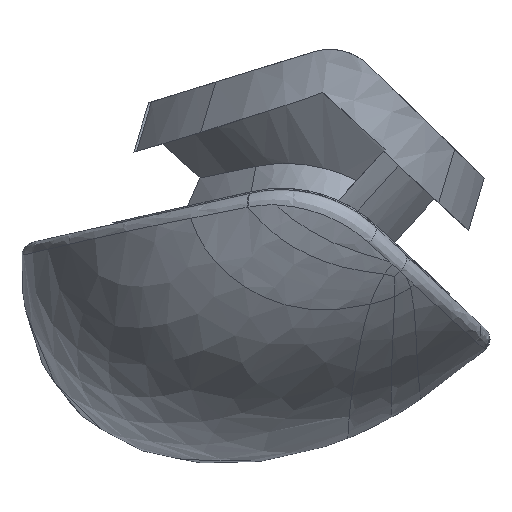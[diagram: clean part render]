
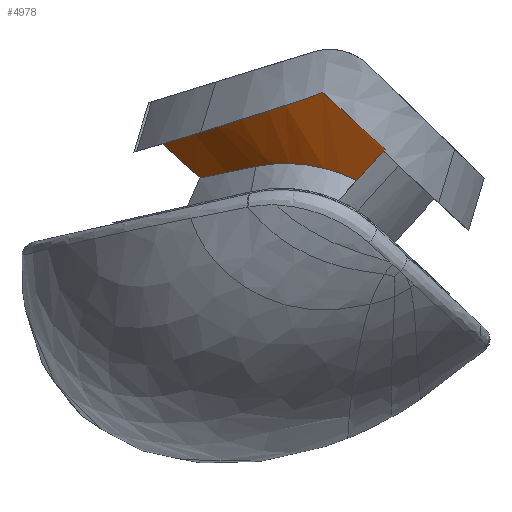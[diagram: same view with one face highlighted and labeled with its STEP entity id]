
A CAD part, front view. The second image highlights one B-rep face of the part: STEP entity #4978.
In plain terms, the highlighted face is a extrusion surface.
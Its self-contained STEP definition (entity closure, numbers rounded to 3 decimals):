
#244=CARTESIAN_POINT('',(-700.578,461.,-27.644));
#246=DIRECTION('',(0.739,0.,-0.674));
#247=VECTOR('',#246,1.829);
#248=CARTESIAN_POINT('',(-700.578,461.,-27.644));
#249=LINE('',#248,#247);
#1157=CARTESIAN_POINT('',(-693.584,457.022,
-28.97));
#1158=CARTESIAN_POINT('',(-693.481,456.914,
-28.857));
#1159=CARTESIAN_POINT('',(-693.273,456.706,
-28.628));
#1160=CARTESIAN_POINT('',(-692.951,456.414,
-28.273));
#1161=CARTESIAN_POINT('',(-692.731,456.235,
-28.03));
#1162=CARTESIAN_POINT('',(-692.62,456.149,
-27.907));
#1168=CARTESIAN_POINT('',(-693.584,457.022,
-28.97));
#1169=CARTESIAN_POINT('',(-693.789,457.065,
-28.866));
#1170=CARTESIAN_POINT('',(-694.226,457.174,
-28.674));
#1171=CARTESIAN_POINT('',(-695.03,457.458,
-28.447));
#1172=CARTESIAN_POINT('',(-695.784,457.82,
-28.352));
#1173=CARTESIAN_POINT('',(-696.476,458.24,
-28.351));
#1174=CARTESIAN_POINT('',(-696.973,458.621,
-28.414));
#1175=CARTESIAN_POINT('',(-697.218,458.838,
-28.465));
#1177=CARTESIAN_POINT('',(-697.218,458.838,
-28.465));
#1178=CARTESIAN_POINT('',(-697.466,459.058,
-28.515));
#1179=CARTESIAN_POINT('',(-697.946,459.512,
-28.613));
#1180=CARTESIAN_POINT('',(-698.617,460.234,
-28.751));
#1181=CARTESIAN_POINT('',(-699.029,460.741,
-28.836));
#1182=CARTESIAN_POINT('',(-699.226,461.,
-28.876));
#1184=CARTESIAN_POINT('',(-700.578,461.,
-27.644));
#1185=CARTESIAN_POINT('',(-700.422,460.779,
-27.598));
#1186=CARTESIAN_POINT('',(-700.093,460.338,
-27.502));
#1187=CARTESIAN_POINT('',(-699.541,459.68,
-27.339));
#1188=CARTESIAN_POINT('',(-698.953,459.051,
-27.159));
#1189=CARTESIAN_POINT('',(-698.342,458.466,
-26.966));
#1190=CARTESIAN_POINT('',(-697.939,458.117,
-26.832));
#1191=CARTESIAN_POINT('',(-697.738,457.952,
-26.765));
#1193=CARTESIAN_POINT('',(-697.738,457.952,
-26.765));
#1194=CARTESIAN_POINT('',(-697.637,457.87,
-26.732));
#1195=CARTESIAN_POINT('',(-697.431,457.707,
-26.666));
#1196=CARTESIAN_POINT('',(-697.108,457.468,
-26.565));
#1197=CARTESIAN_POINT('',(-696.883,457.311,
-26.496));
#1198=CARTESIAN_POINT('',(-696.769,457.234,
-26.46));
#1200=CARTESIAN_POINT('',(-696.769,457.234,
-26.46));
#1201=CARTESIAN_POINT('',(-696.698,457.186,
-26.438));
#1202=CARTESIAN_POINT('',(-696.555,457.092,
-26.394));
#1203=CARTESIAN_POINT('',(-696.341,456.954,
-26.326));
#1204=CARTESIAN_POINT('',(-696.197,456.866,
-26.28));
#1205=CARTESIAN_POINT('',(-696.125,456.822,
-26.257));
#1207=CARTESIAN_POINT('',(-696.125,456.822,
-26.257));
#1208=CARTESIAN_POINT('',(-695.977,456.732,
-26.209));
#1209=CARTESIAN_POINT('',(-695.68,456.559,
-26.111));
#1210=CARTESIAN_POINT('',(-695.236,456.318,
-25.957));
#1211=CARTESIAN_POINT('',(-694.941,456.171,
-25.85));
#1212=CARTESIAN_POINT('',(-694.795,456.1,-25.796));
#1214=DIRECTION('',(0.739,0.,-0.674));
#1215=VECTOR('',#1214,3.03);
#1216=CARTESIAN_POINT('',(-694.795,456.1,-25.796));
#1217=LINE('',#1216,#1215);
#1344=CARTESIAN_POINT('',(-692.62,456.149,
-27.907));
#1345=CARTESIAN_POINT('',(-692.613,456.143,
-27.9));
#1346=CARTESIAN_POINT('',(-692.599,456.132,
-27.884));
#1347=CARTESIAN_POINT('',(-692.578,456.116,
-27.861));
#1348=CARTESIAN_POINT('',(-692.563,456.105,
-27.845));
#1349=CARTESIAN_POINT('',(-692.556,456.1,-27.837));
#2221=VERTEX_POINT('',#244);
#2222=CARTESIAN_POINT('',(-699.226,461.,
-28.876));
#2223=VERTEX_POINT('',#2222);
#2307=VERTEX_POINT('',#1157);
#2308=VERTEX_POINT('',#1162);
#2311=VERTEX_POINT('',#1175);
#2312=VERTEX_POINT('',#1191);
#2313=VERTEX_POINT('',#1198);
#2314=VERTEX_POINT('',#1205);
#2315=VERTEX_POINT('',#1212);
#2316=CARTESIAN_POINT('',(-692.556,456.1,-27.837));
#2317=VERTEX_POINT('',#2316);
#4947=CARTESIAN_POINT('',(-685.803,456.067,
-33.909));
#4948=CARTESIAN_POINT('',(-685.818,456.078,
-33.925));
#4949=CARTESIAN_POINT('',(-686.615,456.674,
-34.799));
#4950=CARTESIAN_POINT('',(-687.956,458.129,
-36.269));
#4951=CARTESIAN_POINT('',(-689.,460.063,
-37.413));
#4952=CARTESIAN_POINT('',(-689.411,461.041,
-37.864));
#4953=CARTESIAN_POINT('',(-689.419,461.062,
-37.873));
#4955=DIRECTION('',(0.739,0.,-0.674));
#4956=VECTOR('',#4955,1.);
#4957=SURFACE_OF_LINEAR_EXTRUSION('',#4954,#4956);
#4958=ORIENTED_EDGE('',*,*,#4935,.F.);
#4960=ORIENTED_EDGE('',*,*,#4959,.T.);
#4962=ORIENTED_EDGE('',*,*,#4961,.T.);
#4963=ORIENTED_EDGE('',*,*,#2938,.F.);
#4965=ORIENTED_EDGE('',*,*,#4964,.T.);
#4967=ORIENTED_EDGE('',*,*,#4966,.T.);
#4969=ORIENTED_EDGE('',*,*,#4968,.T.);
#4971=ORIENTED_EDGE('',*,*,#4970,.T.);
#4973=ORIENTED_EDGE('',*,*,#4972,.T.);
#4975=ORIENTED_EDGE('',*,*,#4974,.F.);
#4976=EDGE_LOOP('',(#4958,#4960,#4962,#4963,#4965,#4967,#4969,#4971,#4973,
#4975));
#4977=FACE_OUTER_BOUND('',#4976,.F.);
#4978=ADVANCED_FACE('',(#4977),#4957,.T.);
#1163=B_SPLINE_CURVE_WITH_KNOTS('',3,(#1157,#1158,#1159,#1160,#1161,#1162),
.UNSPECIFIED.,.F.,.F.,(4,1,1,4),(0.,0.333,0.667,1.),
.UNSPECIFIED.);
#1176=B_SPLINE_CURVE_WITH_KNOTS('',3,(#1168,#1169,#1170,#1171,#1172,#1173,#1174,
#1175),.UNSPECIFIED.,.F.,.F.,(4,1,1,1,1,4),(0.,0.2,0.4,0.6,0.8,1.),
.UNSPECIFIED.);
#1183=B_SPLINE_CURVE_WITH_KNOTS('',3,(#1177,#1178,#1179,#1180,#1181,#1182),
.UNSPECIFIED.,.F.,.F.,(4,1,1,4),(0.,0.333,0.667,1.),
.UNSPECIFIED.);
#1192=B_SPLINE_CURVE_WITH_KNOTS('',3,(#1184,#1185,#1186,#1187,#1188,#1189,#1190,
#1191),.UNSPECIFIED.,.F.,.F.,(4,1,1,1,1,4),(0.,0.2,0.4,0.6,0.8,1.),
.UNSPECIFIED.);
#1199=B_SPLINE_CURVE_WITH_KNOTS('',3,(#1193,#1194,#1195,#1196,#1197,#1198),
.UNSPECIFIED.,.F.,.F.,(4,1,1,4),(0.,0.333,0.667,1.),
.UNSPECIFIED.);
#1206=B_SPLINE_CURVE_WITH_KNOTS('',3,(#1200,#1201,#1202,#1203,#1204,#1205),
.UNSPECIFIED.,.F.,.F.,(4,1,1,4),(0.,0.333,0.667,1.),
.UNSPECIFIED.);
#1213=B_SPLINE_CURVE_WITH_KNOTS('',3,(#1207,#1208,#1209,#1210,#1211,#1212),
.UNSPECIFIED.,.F.,.F.,(4,1,1,4),(0.,0.333,0.667,1.),
.UNSPECIFIED.);
#1350=B_SPLINE_CURVE_WITH_KNOTS('',3,(#1344,#1345,#1346,#1347,#1348,#1349),
.UNSPECIFIED.,.F.,.F.,(4,1,1,4),(0.,0.333,0.667,1.),
.UNSPECIFIED.);
#2938=EDGE_CURVE('',#2221,#2223,#249,.T.);
#4935=EDGE_CURVE('',#2307,#2308,#1163,.T.);
#4954=B_SPLINE_CURVE_WITH_KNOTS('',3,(#4947,#4948,#4949,#4950,#4951,#4952,
#4953),.UNSPECIFIED.,.F.,.F.,(4,1,1,1,4),(0.,0.01,
0.537,0.99,1.),.UNSPECIFIED.);
#4959=EDGE_CURVE('',#2307,#2311,#1176,.T.);
#4961=EDGE_CURVE('',#2311,#2223,#1183,.T.);
#4964=EDGE_CURVE('',#2221,#2312,#1192,.T.);
#4966=EDGE_CURVE('',#2312,#2313,#1199,.T.);
#4968=EDGE_CURVE('',#2313,#2314,#1206,.T.);
#4970=EDGE_CURVE('',#2314,#2315,#1213,.T.);
#4972=EDGE_CURVE('',#2315,#2317,#1217,.T.);
#4974=EDGE_CURVE('',#2308,#2317,#1350,.T.);
